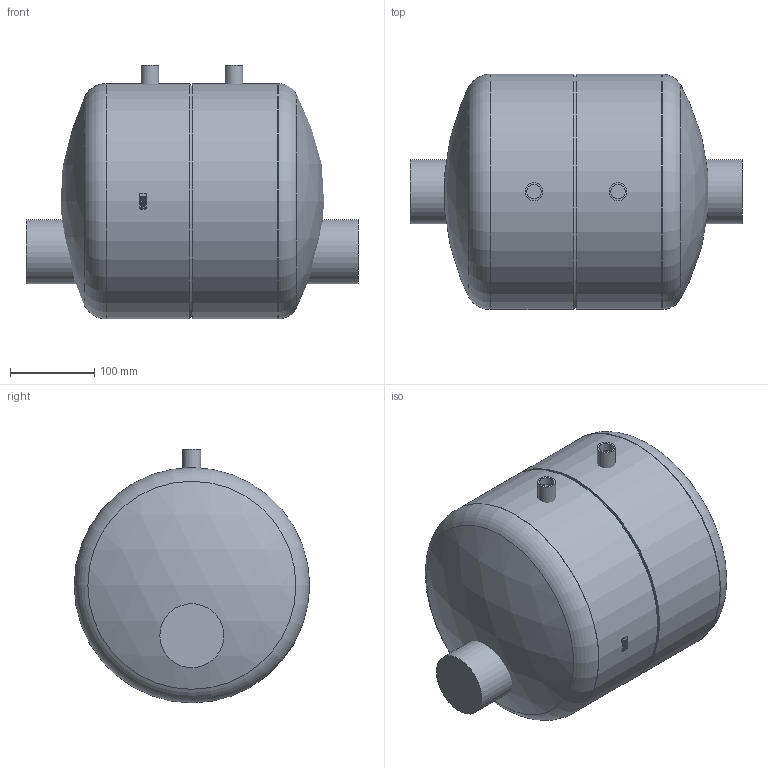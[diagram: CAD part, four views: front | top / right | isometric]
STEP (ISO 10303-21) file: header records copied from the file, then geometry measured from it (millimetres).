
FILE_DESCRIPTION(/* description */ (''),/* implementation_level */ '2;1');
FILE_NAME(/* name */ '3d_AirseperatorLA65_10bar-8674000.stp',/* time_stamp */ '2015-12-07T12:35:46+01:00',/* author */ ('Andrzej'),/* organization */ (''),/* preprocessor_version */ 'ST-DEVELOPER v15.5',/* originating_system */ 'AutoCAD Mechanical',/* authorisation */ '');
FILE_SCHEMA (('AUTOMOTIVE_DESIGN { 1 0 10303 214 3 1 1 }'));
Length unit declared in the file: millimetre
Products named in the file (1): Product
Bounding box: 395 x 280.32 x 302 mm (x, y, z)
Volume: 18783041.8 mm3; surface area: 697084.2 mm2
Topology: 14 solids, 14 shells, 196 faces, 494 edges, 330 vertices
Faces by surface type: plane 108, cylinder 83, sphere 2, torus 2, cone 1
Full cylindrical faces by diameter (mm): 17.2 x2, 21.3 x2, 76.1 x1, 280 x4
Entity records: 5859 total; most frequent: DIRECTION 1040, CARTESIAN_POINT 999, ORIENTED_EDGE 954, EDGE_CURVE 477, AXIS2_PLACEMENT_3D 366, VERTEX_POINT 325, LINE 308, VECTOR 308
